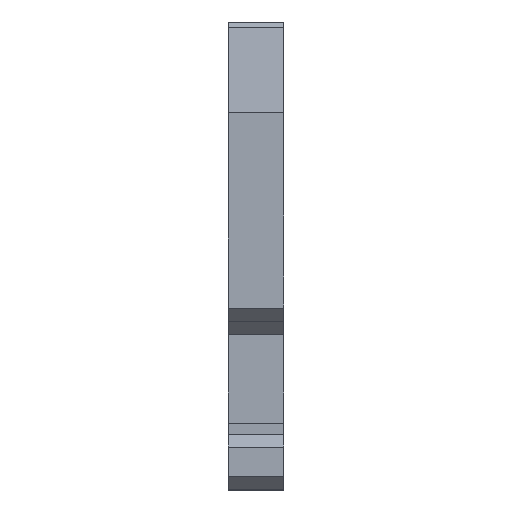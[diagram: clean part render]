
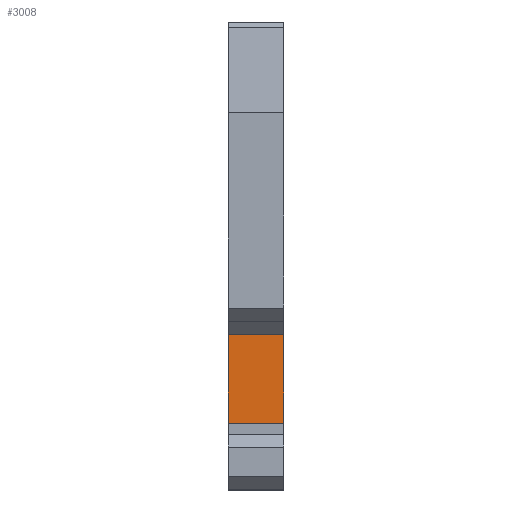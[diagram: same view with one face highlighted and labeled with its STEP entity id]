
A CAD part, left-side view. The second image highlights one B-rep face of the part: STEP entity #3008.
In plain terms, the highlighted free-form (B-spline) face has degree [1, 1] with [2, 2] control points.
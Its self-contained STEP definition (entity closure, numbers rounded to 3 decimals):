
#2954=CARTESIAN_POINT('',(-51.7,9.005,-9.305));
#2955=VERTEX_POINT('',#2954);
#2962=CARTESIAN_POINT('',(-51.7,4.805,-9.305));
#2963=VERTEX_POINT('',#2962);
#2964=CARTESIAN_POINT('',(-51.7,9.005,-9.305));
#2965=CARTESIAN_POINT('',(-51.7,4.805,-9.305));
#2966=B_SPLINE_CURVE_WITH_KNOTS('',1,(#2964,#2965),.POLYLINE_FORM.,.F.,.U.,(2,2),(0.,1.),.UNSPECIFIED.);
#2967=EDGE_CURVE('',#2955,#2963,#2966,.T.);
#2981=CARTESIAN_POINT('',(-51.7,-12.646,-25.806));
#2982=CARTESIAN_POINT('',(-51.7,20.356,-25.806));
#2983=CARTESIAN_POINT('',(-51.7,-12.646,7.196));
#2984=CARTESIAN_POINT('',(-51.7,20.356,7.196));
#2985=B_SPLINE_SURFACE_WITH_KNOTS('',1,1,((#2981,#2982),(#2983,#2984)),.PLANE_SURF.,.F.,.F.,.U.,(2,2),(2,2),(0.,1.),(0.,1.),.UNSPECIFIED.);
#2986=ORIENTED_EDGE('',*,*,#2967,.F.);
#2987=CARTESIAN_POINT('',(-51.7,9.005,-16.001));
#2988=VERTEX_POINT('',#2987);
#2989=CARTESIAN_POINT('',(-51.7,9.005,-9.305));
#2990=CARTESIAN_POINT('',(-51.7,9.005,-16.001));
#2991=B_SPLINE_CURVE_WITH_KNOTS('',1,(#2989,#2990),.POLYLINE_FORM.,.F.,.U.,(2,2),(0.,1.),.UNSPECIFIED.);
#2992=EDGE_CURVE('',#2955,#2988,#2991,.T.);
#2993=ORIENTED_EDGE('',*,*,#2992,.T.);
#2994=CARTESIAN_POINT('',(-51.7,4.805,-16.001));
#2995=VERTEX_POINT('',#2994);
#2996=CARTESIAN_POINT('',(-51.7,9.005,-16.001));
#2997=CARTESIAN_POINT('',(-51.7,4.805,-16.001));
#2998=B_SPLINE_CURVE_WITH_KNOTS('',1,(#2996,#2997),.POLYLINE_FORM.,.F.,.U.,(2,2),(0.,1.),.UNSPECIFIED.);
#2999=EDGE_CURVE('',#2988,#2995,#2998,.T.);
#3000=ORIENTED_EDGE('',*,*,#2999,.T.);
#3001=CARTESIAN_POINT('',(-51.7,4.805,-16.001));
#3002=CARTESIAN_POINT('',(-51.7,4.805,-9.305));
#3003=B_SPLINE_CURVE_WITH_KNOTS('',1,(#3001,#3002),.POLYLINE_FORM.,.F.,.U.,(2,2),(0.699,0.841),.UNSPECIFIED.);
#3004=EDGE_CURVE('',#2995,#2963,#3003,.T.);
#3005=ORIENTED_EDGE('',*,*,#3004,.T.);
#3006=EDGE_LOOP('',(#2986,#2993,#3000,#3005));
#3007=FACE_OUTER_BOUND('',#3006,.T.);
#3008=ADVANCED_FACE('',(#3007),#2985,.T.);
